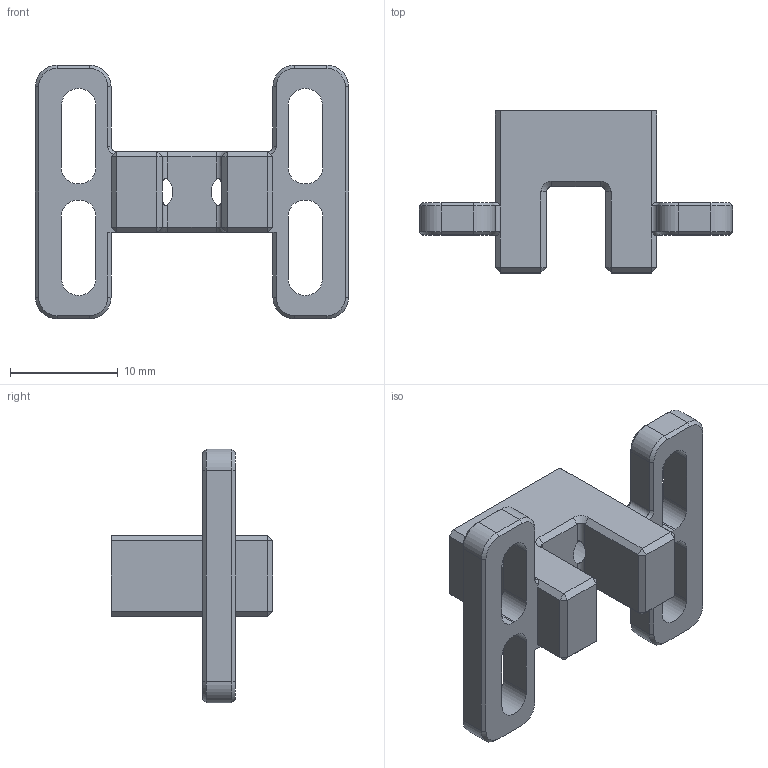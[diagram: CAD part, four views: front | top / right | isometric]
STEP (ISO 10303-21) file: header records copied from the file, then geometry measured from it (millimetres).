
FILE_DESCRIPTION (( 'STEP AP214' ), '1' );
FILE_NAME ('Z-Axis_Sensor_Bracket.STEP', '2023-11-05T08:02:03', ( '' ), ( '' ), 'SwSTEP 2.0', 'SolidWorks 2023', '' );
FILE_SCHEMA (( 'AUTOMOTIVE_DESIGN' ));
Length unit declared in the file: millimetre
Products named in the file (1): Z-Axis_Sensor_Bracket
Bounding box: 29 x 15 x 23.5 mm (x, y, z)
Volume: 1698.3 mm3; surface area: 2003.4 mm2
Topology: 1 solids, 1 shells, 150 faces, 370 edges, 218 vertices
Faces by surface type: plane 88, cone 32, cylinder 30
Entity records: 4437 total; most frequent: CARTESIAN_POINT 809, DIRECTION 744, ORIENTED_EDGE 732, EDGE_CURVE 366, LINE 270, VECTOR 270, AXIS2_PLACEMENT_3D 237, VERTEX_POINT 218
